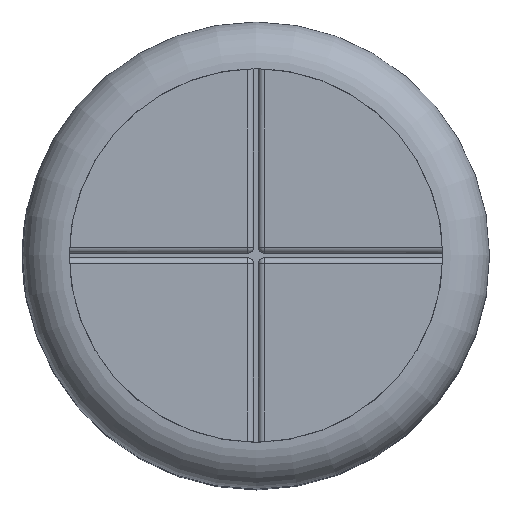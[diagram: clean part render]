
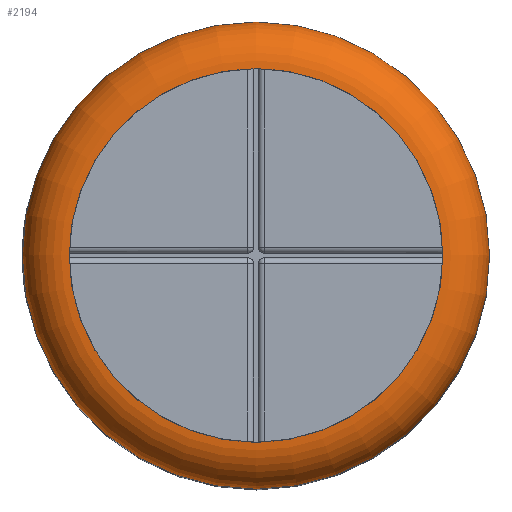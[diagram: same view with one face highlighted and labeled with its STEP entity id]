
A CAD part, top view. The second image highlights one B-rep face of the part: STEP entity #2194.
In plain terms, the highlighted toroidal (fillet/blend) face has major radius 8.8 mm and minor radius 2.2 mm.
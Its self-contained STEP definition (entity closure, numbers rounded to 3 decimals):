
#21=TOROIDAL_SURFACE('',#2401,8.8,2.2);
#142=CIRCLE('',#2330,8.8);
#170=CIRCLE('',#2392,11.);
#175=CIRCLE('',#2402,2.2);
#345=FACE_OUTER_BOUND('',#468,.T.);
#468=EDGE_LOOP('',(#2004,#2005,#2006,#2007));
#990=VERTEX_POINT('',#3474);
#1061=VERTEX_POINT('',#4015);
#1266=EDGE_CURVE('',#990,#990,#142,.T.);
#1368=EDGE_CURVE('',#1061,#1061,#170,.T.);
#1377=EDGE_CURVE('',#990,#1061,#175,.T.);
#2004=ORIENTED_EDGE('',*,*,#1266,.T.);
#2005=ORIENTED_EDGE('',*,*,#1377,.T.);
#2006=ORIENTED_EDGE('',*,*,#1368,.T.);
#2007=ORIENTED_EDGE('',*,*,#1377,.F.);
#2194=ADVANCED_FACE('',(#345),#21,.T.);
#2330=AXIS2_PLACEMENT_3D('',#3475,#2801,#2802);
#2392=AXIS2_PLACEMENT_3D('',#4016,#2963,#2964);
#2401=AXIS2_PLACEMENT_3D('',#4030,#2985,#2986);
#2402=AXIS2_PLACEMENT_3D('',#4031,#2987,#2988);
#2801=DIRECTION('center_axis',(0.,0.,-1.));
#2802=DIRECTION('ref_axis',(1.,0.,0.));
#2963=DIRECTION('center_axis',(0.,0.,1.));
#2964=DIRECTION('ref_axis',(1.,0.,0.));
#2985=DIRECTION('center_axis',(0.,0.,1.));
#2986=DIRECTION('ref_axis',(1.,0.,0.));
#2987=DIRECTION('center_axis',(0.,-1.,0.));
#2988=DIRECTION('ref_axis',(-1.,0.,0.));
#3474=CARTESIAN_POINT('',(-8.8,0.,30.));
#3475=CARTESIAN_POINT('Origin',(0.,0.,30.));
#4015=CARTESIAN_POINT('',(-11.,0.,27.8));
#4016=CARTESIAN_POINT('Origin',(0.,0.,27.8));
#4030=CARTESIAN_POINT('Origin',(0.,0.,27.8));
#4031=CARTESIAN_POINT('Origin',(-8.8,0.,27.8));
